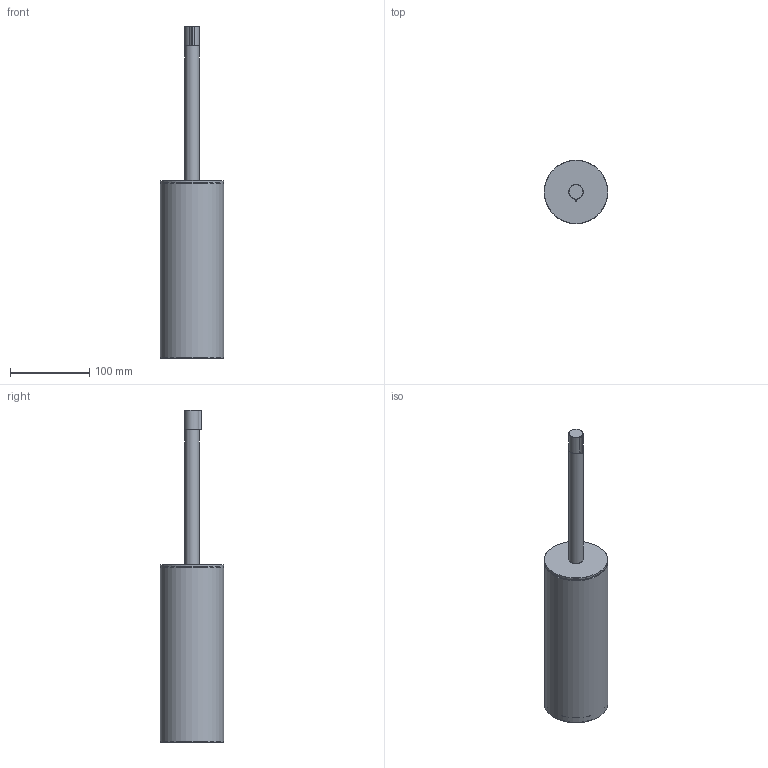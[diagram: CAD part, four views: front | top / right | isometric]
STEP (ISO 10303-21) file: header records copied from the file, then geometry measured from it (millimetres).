
FILE_DESCRIPTION(/* description */ ('Unknown'),/* implementation_level */ '2;1');
FILE_NAME(/* name */ 'GTA12-00',/* time_stamp */ '2026-02-19T10:19:21+01:00',/* author */ ('Unknown'),/* organization */ ('Unknown'),/* preprocessor_version */ 'ST-DEVELOPER v20',/* originating_system */ 'Solid Edge',/* authorisation */ 'Unknown');
FILE_SCHEMA (('AUTOMOTIVE_DESIGN {1 0 10303 214 3 1 1}'));
Length unit declared in the file: millimetre
Products named in the file (9): GTA12-00; CBA11-06; GTA11-03; GTA12-001; GTA11-05; GTA12-01; GTA11-002_oa_0; GTA11-04; GTA03-01
Assembly tree (8 placements, depth 3):
  GTA12-00
    CBA11-06
    GTA11-03
    GTA12-001
      GTA11-05
      GTA12-01
    GTA11-002_oa_0
      GTA11-04
      GTA03-01
Bounding box: 80.3 x 80.3 x 419 mm (x, y, z)
Volume: 168400.9 mm3; surface area: 256478.7 mm2
Topology: 6 solids, 6 shells, 107 faces, 214 edges, 120 vertices
Faces by surface type: plane 31, cylinder 27, torus 24, cone 19, sphere 4, bspline 2
Full cylindrical faces by diameter (mm): 4.134 x3, 4.917 x2, 6.2 x1, 18 x1, 77 x1, 78 x2, 80 x2, 80.3 x1
Entity records: 5130 total; most frequent: CARTESIAN_POINT 2845, DIRECTION 474, ORIENTED_EDGE 316, AXIS2_PLACEMENT_3D 222, FACE_BOUND 161, EDGE_CURVE 158, EDGE_LOOP 158, VERTEX_POINT 113
